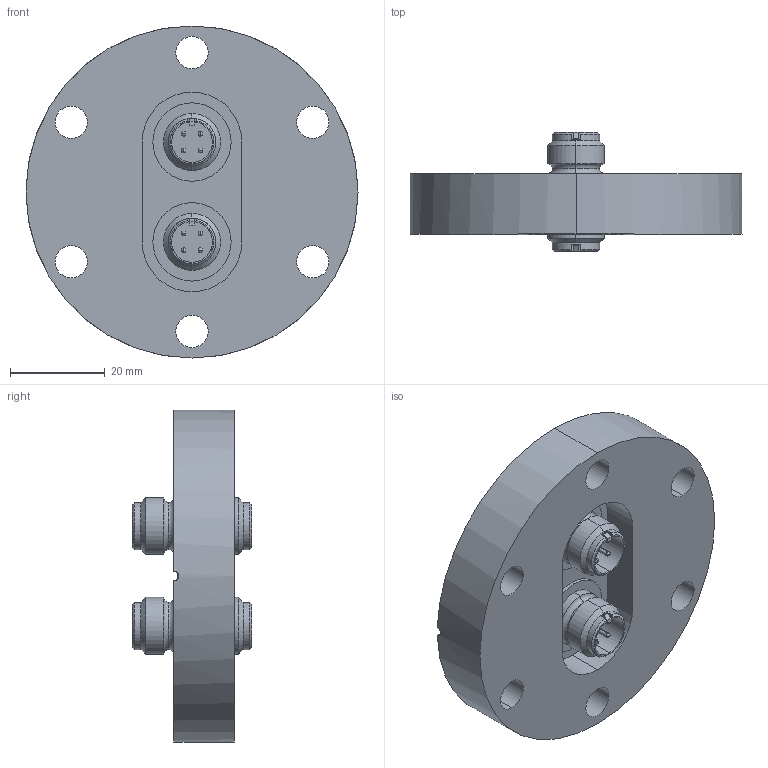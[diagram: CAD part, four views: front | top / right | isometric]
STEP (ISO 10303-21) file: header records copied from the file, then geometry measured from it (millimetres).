
FILE_DESCRIPTION (( 'STEP AP214' ), '1' );
FILE_NAME ('220-M12X4-C40-2.STEP', '2016-12-09T14:11:24', ( '' ), ( '' ), 'SwSTEP 2.0', 'SolidWorks 2014', '' );
FILE_SCHEMA (( 'AUTOMOTIVE_DESIGN' ));
Length unit declared in the file: millimetre
Products named in the file (5): 220-M12X4-C40-2; 9220-M12X4-C40-2_9411-C40-16.5-2; 9220-M12x4-W_Bohrung 1mm; 9220-PIN-FENI_pin vergd; 9220-M12x4-GLASS-W_220-M12X4
Assembly tree (8 placements, depth 3):
  220-M12X4-C40-2
    9220-M12X4-C40-2_9411-C40-16.5-2
    9220-M12x4-GLASS-W_220-M12X4  x2
      9220-M12x4-W_Bohrung 1mm
      9220-PIN-FENI_pin vergd
Bounding box: 69.9 x 25.1 x 69.9 mm (x, y, z)
Volume: 39552.2 mm3; surface area: 17276.6 mm2
Topology: 11 solids, 11 shells, 228 faces, 587 edges, 356 vertices
Faces by surface type: cylinder 97, plane 45, sphere 32, cone 30, torus 24
Entity records: 3804 total; most frequent: CARTESIAN_POINT 742, DIRECTION 674, ORIENTED_EDGE 566, AXIS2_PLACEMENT_3D 289, EDGE_CURVE 283, VERTEX_POINT 179, CIRCLE 163, EDGE_LOOP 142
